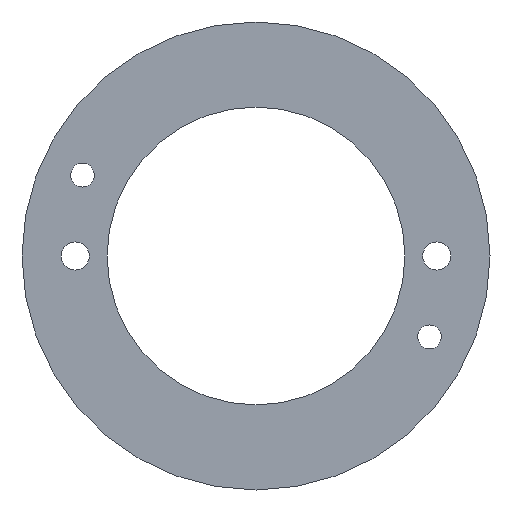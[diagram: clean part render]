
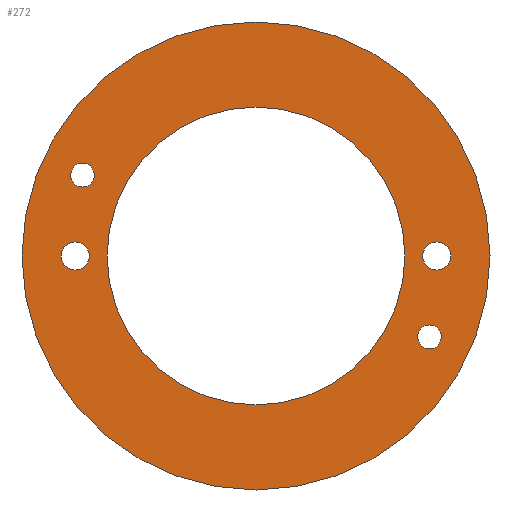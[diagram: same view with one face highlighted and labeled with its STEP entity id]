
A CAD part, front view. The second image highlights one B-rep face of the part: STEP entity #272.
In plain terms, the highlighted planar face has unit normal (0, -1, 0).
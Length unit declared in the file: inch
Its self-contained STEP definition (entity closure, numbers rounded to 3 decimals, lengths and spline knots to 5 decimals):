
#1 = ORIENTED_EDGE ( 'NONE', *, *, #242, .T. ) ;
#7 = EDGE_CURVE ( 'NONE', #293, #335, #383, .T. ) ;
#9 = DIRECTION ( 'NONE',  ( 0., 0., 1. ) ) ;
#12 = CARTESIAN_POINT ( 'NONE',  ( 0., 0., 0. ) ) ;
#14 = DIRECTION ( 'NONE',  ( 0., 0., 1. ) ) ;
#23 = CARTESIAN_POINT ( 'NONE',  ( -2.125, 0., 0. ) ) ;
#28 = CARTESIAN_POINT ( 'NONE',  ( 2.125, 0., -0.165 ) ) ;
#29 = EDGE_LOOP ( 'NONE', ( #149, #380 ) ) ;
#40 = ORIENTED_EDGE ( 'NONE', *, *, #193, .F. ) ;
#46 = CARTESIAN_POINT ( 'NONE',  ( 0., 0., -2.75 ) ) ;
#48 = DIRECTION ( 'NONE',  ( 0., 1., 0. ) ) ;
#51 = FACE_BOUND ( 'NONE', #116, .T. ) ;
#53 = AXIS2_PLACEMENT_3D ( 'NONE', #23, #453, #259 ) ;
#55 = DIRECTION ( 'NONE',  ( 0., 0., 1. ) ) ;
#56 = AXIS2_PLACEMENT_3D ( 'NONE', #245, #169, #398 ) ;
#58 = CARTESIAN_POINT ( 'NONE',  ( 2.03919, 0., -0.95089 ) ) ;
#62 = ORIENTED_EDGE ( 'NONE', *, *, #223, .T. ) ;
#65 = VERTEX_POINT ( 'NONE', #139 ) ;
#68 = EDGE_LOOP ( 'NONE', ( #40, #191 ) ) ;
#69 = CARTESIAN_POINT ( 'NONE',  ( -2.125, 0., 0. ) ) ;
#71 = VERTEX_POINT ( 'NONE', #255 ) ;
#72 = CIRCLE ( 'NONE', #268, 0.165 ) ;
#74 = EDGE_CURVE ( 'NONE', #71, #65, #493, .T. ) ;
#75 = ORIENTED_EDGE ( 'NONE', *, *, #7, .T. ) ;
#76 = CARTESIAN_POINT ( 'NONE',  ( -2.03919, 0., 0.95089 ) ) ;
#85 = DIRECTION ( 'NONE',  ( 0., 1., 0. ) ) ;
#90 = EDGE_CURVE ( 'NONE', #467, #405, #275, .T. ) ;
#91 = FACE_BOUND ( 'NONE', #425, .T. ) ;
#95 = CIRCLE ( 'NONE', #235, 1.75 ) ;
#97 = CARTESIAN_POINT ( 'NONE',  ( 2.125, 0., 0. ) ) ;
#100 = VERTEX_POINT ( 'NONE', #46 ) ;
#105 = CARTESIAN_POINT ( 'NONE',  ( -2.125, 0., 0.165 ) ) ;
#115 = CIRCLE ( 'NONE', #130, 0.14 ) ;
#116 = EDGE_LOOP ( 'NONE', ( #308, #1 ) ) ;
#118 = CARTESIAN_POINT ( 'NONE',  ( -2.125, 0., -0.165 ) ) ;
#122 = DIRECTION ( 'NONE',  ( 0., 1., 0. ) ) ;
#124 = DIRECTION ( 'NONE',  ( 0., 1., 0. ) ) ;
#127 = EDGE_CURVE ( 'NONE', #254, #391, #95, .T. ) ;
#130 = AXIS2_PLACEMENT_3D ( 'NONE', #76, #85, #271 ) ;
#131 = CARTESIAN_POINT ( 'NONE',  ( 0., 0., 0. ) ) ;
#137 = CIRCLE ( 'NONE', #385, 2.75 ) ;
#139 = CARTESIAN_POINT ( 'NONE',  ( -2.03919, 0., 1.09089 ) ) ;
#149 = ORIENTED_EDGE ( 'NONE', *, *, #488, .T. ) ;
#159 = AXIS2_PLACEMENT_3D ( 'NONE', #58, #294, #476 ) ;
#160 = CARTESIAN_POINT ( 'NONE',  ( 2.125, 0., 0.165 ) ) ;
#168 = EDGE_CURVE ( 'NONE', #421, #452, #469, .T. ) ;
#169 = DIRECTION ( 'NONE',  ( 0., 1., 0. ) ) ;
#172 = DIRECTION ( 'NONE',  ( 0., 1., 0. ) ) ;
#173 = FACE_BOUND ( 'NONE', #257, .T. ) ;
#183 = CARTESIAN_POINT ( 'NONE',  ( 0., 0., -1.75 ) ) ;
#184 = EDGE_CURVE ( 'NONE', #335, #293, #423, .T. ) ;
#188 = AXIS2_PLACEMENT_3D ( 'NONE', #354, #274, #239 ) ;
#191 = ORIENTED_EDGE ( 'NONE', *, *, #207, .F. ) ;
#193 = EDGE_CURVE ( 'NONE', #100, #215, #137, .T. ) ;
#207 = EDGE_CURVE ( 'NONE', #215, #100, #449, .T. ) ;
#212 = CARTESIAN_POINT ( 'NONE',  ( 2.03919, 0., -1.09089 ) ) ;
#214 = DIRECTION ( 'NONE',  ( 0., 1., 0. ) ) ;
#215 = VERTEX_POINT ( 'NONE', #479 ) ;
#223 = EDGE_CURVE ( 'NONE', #452, #421, #72, .T. ) ;
#235 = AXIS2_PLACEMENT_3D ( 'NONE', #12, #350, #429 ) ;
#239 = DIRECTION ( 'NONE',  ( 0., 0., 1. ) ) ;
#242 = EDGE_CURVE ( 'NONE', #391, #254, #337, .T. ) ;
#243 = CARTESIAN_POINT ( 'NONE',  ( 0., 0., 0. ) ) ;
#245 = CARTESIAN_POINT ( 'NONE',  ( 0., 0., 0. ) ) ;
#249 = DIRECTION ( 'NONE',  ( 0., 0., 1. ) ) ;
#252 = AXIS2_PLACEMENT_3D ( 'NONE', #359, #48, #9 ) ;
#254 = VERTEX_POINT ( 'NONE', #367 ) ;
#255 = CARTESIAN_POINT ( 'NONE',  ( -2.03919, 0., 0.81089 ) ) ;
#257 = EDGE_LOOP ( 'NONE', ( #75, #264 ) ) ;
#259 = DIRECTION ( 'NONE',  ( 0., 0., 1. ) ) ;
#264 = ORIENTED_EDGE ( 'NONE', *, *, #184, .T. ) ;
#268 = AXIS2_PLACEMENT_3D ( 'NONE', #97, #214, #249 ) ;
#271 = DIRECTION ( 'NONE',  ( 0., 0., 1. ) ) ;
#272 = ADVANCED_FACE ( 'NONE', ( #51, #477, #173, #331, #91, #362 ), #284, .F. ) ;
#274 = DIRECTION ( 'NONE',  ( 0., 1., 0. ) ) ;
#275 = CIRCLE ( 'NONE', #53, 0.165 ) ;
#278 = CARTESIAN_POINT ( 'NONE',  ( 2.03919, 0., -0.95089 ) ) ;
#283 = DIRECTION ( 'NONE',  ( 0., 0., 1. ) ) ;
#284 = PLANE ( 'NONE',  #252 ) ;
#286 = ORIENTED_EDGE ( 'NONE', *, *, #168, .T. ) ;
#293 = VERTEX_POINT ( 'NONE', #472 ) ;
#294 = DIRECTION ( 'NONE',  ( 0., 1., 0. ) ) ;
#295 = AXIS2_PLACEMENT_3D ( 'NONE', #278, #122, #55 ) ;
#303 = AXIS2_PLACEMENT_3D ( 'NONE', #378, #172, #490 ) ;
#308 = ORIENTED_EDGE ( 'NONE', *, *, #127, .T. ) ;
#331 = FACE_BOUND ( 'NONE', #489, .T. ) ;
#335 = VERTEX_POINT ( 'NONE', #212 ) ;
#337 = CIRCLE ( 'NONE', #56, 1.75 ) ;
#350 = DIRECTION ( 'NONE',  ( 0., 1., 0. ) ) ;
#354 = CARTESIAN_POINT ( 'NONE',  ( 2.125, 0., 0. ) ) ;
#359 = CARTESIAN_POINT ( 'NONE',  ( 0., 0., 0. ) ) ;
#362 = FACE_OUTER_BOUND ( 'NONE', #68, .T. ) ;
#365 = EDGE_CURVE ( 'NONE', #405, #467, #438, .T. ) ;
#367 = CARTESIAN_POINT ( 'NONE',  ( 0., 0., 1.75 ) ) ;
#373 = DIRECTION ( 'NONE',  ( 0., 0., 1. ) ) ;
#378 = CARTESIAN_POINT ( 'NONE',  ( -2.03919, 0., 0.95089 ) ) ;
#380 = ORIENTED_EDGE ( 'NONE', *, *, #74, .T. ) ;
#383 = CIRCLE ( 'NONE', #159, 0.14 ) ;
#385 = AXIS2_PLACEMENT_3D ( 'NONE', #131, #124, #283 ) ;
#391 = VERTEX_POINT ( 'NONE', #183 ) ;
#398 = DIRECTION ( 'NONE',  ( 0., 0., 1. ) ) ;
#405 = VERTEX_POINT ( 'NONE', #105 ) ;
#421 = VERTEX_POINT ( 'NONE', #28 ) ;
#423 = CIRCLE ( 'NONE', #295, 0.14 ) ;
#425 = EDGE_LOOP ( 'NONE', ( #481, #492 ) ) ;
#429 = DIRECTION ( 'NONE',  ( 0., 0., 1. ) ) ;
#438 = CIRCLE ( 'NONE', #498, 0.165 ) ;
#447 = DIRECTION ( 'NONE',  ( 0., 1., 0. ) ) ;
#449 = CIRCLE ( 'NONE', #485, 2.75 ) ;
#452 = VERTEX_POINT ( 'NONE', #160 ) ;
#453 = DIRECTION ( 'NONE',  ( 0., 1., 0. ) ) ;
#456 = DIRECTION ( 'NONE',  ( 0., 1., 0. ) ) ;
#467 = VERTEX_POINT ( 'NONE', #118 ) ;
#469 = CIRCLE ( 'NONE', #188, 0.165 ) ;
#472 = CARTESIAN_POINT ( 'NONE',  ( 2.03919, 0., -0.81089 ) ) ;
#476 = DIRECTION ( 'NONE',  ( 0., 0., 1. ) ) ;
#477 = FACE_BOUND ( 'NONE', #29, .T. ) ;
#479 = CARTESIAN_POINT ( 'NONE',  ( 0., 0., 2.75 ) ) ;
#481 = ORIENTED_EDGE ( 'NONE', *, *, #365, .T. ) ;
#485 = AXIS2_PLACEMENT_3D ( 'NONE', #243, #447, #14 ) ;
#488 = EDGE_CURVE ( 'NONE', #65, #71, #115, .T. ) ;
#489 = EDGE_LOOP ( 'NONE', ( #62, #286 ) ) ;
#490 = DIRECTION ( 'NONE',  ( 0., 0., 1. ) ) ;
#492 = ORIENTED_EDGE ( 'NONE', *, *, #90, .T. ) ;
#493 = CIRCLE ( 'NONE', #303, 0.14 ) ;
#498 = AXIS2_PLACEMENT_3D ( 'NONE', #69, #456, #373 ) ;
